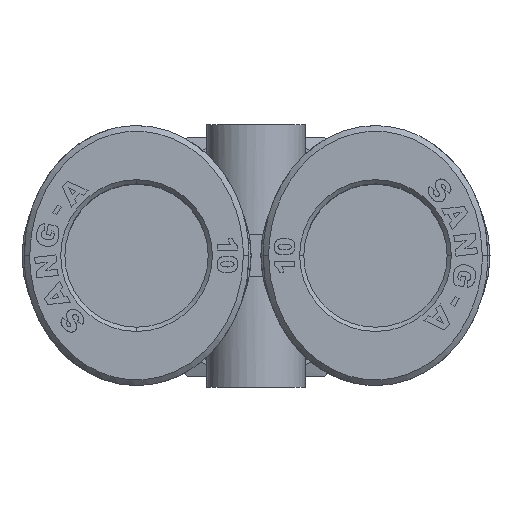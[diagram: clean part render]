
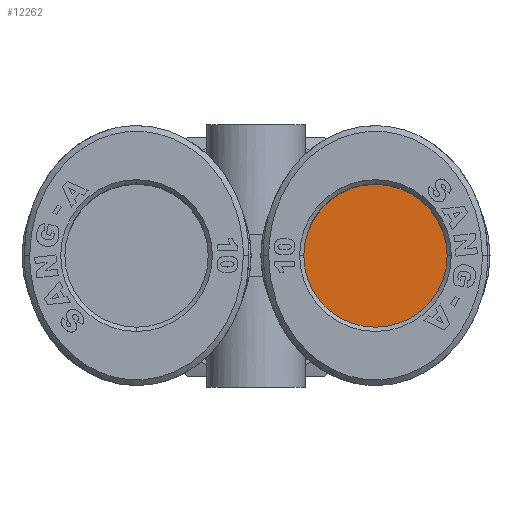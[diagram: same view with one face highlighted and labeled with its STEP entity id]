
A CAD part, top view. The second image highlights one B-rep face of the part: STEP entity #12262.
In plain terms, the highlighted face is planar.
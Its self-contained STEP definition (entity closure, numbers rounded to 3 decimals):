
#247 = CIRCLE ( 'NONE', #8004, 5.1 ) ;
#2242 = PLANE ( 'NONE',  #14811 ) ;
#2865 = ORIENTED_EDGE ( 'NONE', *, *, #11137, .T. ) ;
#4519 = EDGE_CURVE ( 'NONE', #5784, #14647, #19279, .T. ) ;
#5449 = AXIS2_PLACEMENT_3D ( 'NONE', #8621, #20712, #15596 ) ;
#5784 = VERTEX_POINT ( 'NONE', #10430 ) ;
#7084 = CARTESIAN_POINT ( 'NONE',  ( -3.633, 0., -17. ) ) ;
#8004 = AXIS2_PLACEMENT_3D ( 'NONE', #21950, #29333, #9425 ) ;
#8621 = CARTESIAN_POINT ( 'NONE',  ( -3.633, 0., -17. ) ) ;
#9318 = CARTESIAN_POINT ( 'NONE',  ( -3.633, 0., -11.9 ) ) ;
#9425 = DIRECTION ( 'NONE',  ( 0., 0., 1. ) ) ;
#10430 = CARTESIAN_POINT ( 'NONE',  ( -3.633, 0., -22.1 ) ) ;
#11137 = EDGE_CURVE ( 'NONE', #14647, #5784, #247, .T. ) ;
#11905 = DIRECTION ( 'NONE',  ( -1., 0., 0. ) ) ;
#12012 = DIRECTION ( 'NONE',  ( 0., 0., 1. ) ) ;
#12262 = ADVANCED_FACE ( 'NONE', ( #25932 ), #2242, .F. ) ;
#14647 = VERTEX_POINT ( 'NONE', #9318 ) ;
#14811 = AXIS2_PLACEMENT_3D ( 'NONE', #7084, #11905, #12012 ) ;
#15596 = DIRECTION ( 'NONE',  ( 0., 0., 1. ) ) ;
#16003 = ORIENTED_EDGE ( 'NONE', *, *, #4519, .T. ) ;
#19279 = CIRCLE ( 'NONE', #5449, 5.1 ) ;
#20712 = DIRECTION ( 'NONE',  ( 1., 0., 0. ) ) ;
#21950 = CARTESIAN_POINT ( 'NONE',  ( -3.633, 0., -17. ) ) ;
#23724 = EDGE_LOOP ( 'NONE', ( #2865, #16003 ) ) ;
#25932 = FACE_OUTER_BOUND ( 'NONE', #23724, .T. ) ;
#29333 = DIRECTION ( 'NONE',  ( 1., 0., 0. ) ) ;
